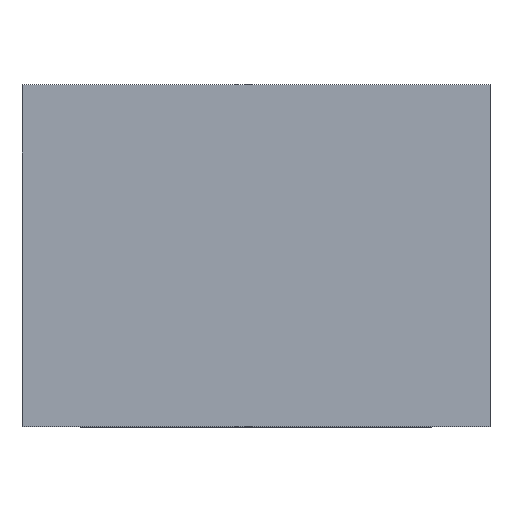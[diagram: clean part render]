
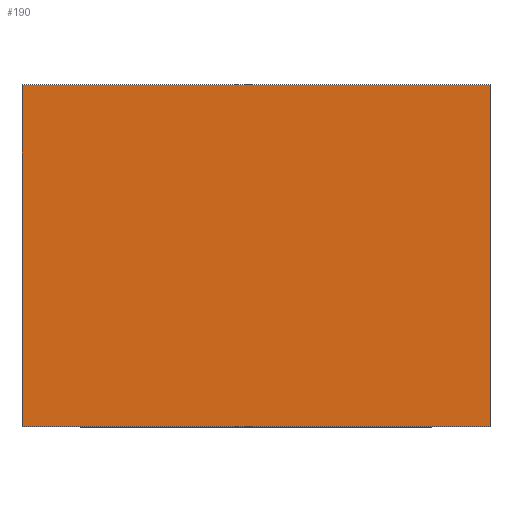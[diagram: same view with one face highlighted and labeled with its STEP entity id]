
A CAD part, top view. The second image highlights one B-rep face of the part: STEP entity #190.
In plain terms, the highlighted planar face has unit normal (0, 0, 1).
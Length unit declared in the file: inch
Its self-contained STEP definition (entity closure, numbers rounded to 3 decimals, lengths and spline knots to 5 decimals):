
#24=FACE_OUTER_BOUND('',#34,.T.);
#34=EDGE_LOOP('',(#167,#168,#169,#170));
#43=LINE('',#289,#67);
#49=LINE('',#300,#73);
#56=LINE('',#315,#80);
#58=LINE('',#318,#82);
#67=VECTOR('',#239,0.3937);
#73=VECTOR('',#247,0.3937);
#80=VECTOR('',#262,0.3937);
#82=VECTOR('',#266,0.3937);
#89=VERTEX_POINT('',#286);
#90=VERTEX_POINT('',#288);
#94=VERTEX_POINT('',#298);
#98=VERTEX_POINT('',#314);
#107=EDGE_CURVE('',#90,#89,#43,.T.);
#113=EDGE_CURVE('',#89,#94,#49,.T.);
#120=EDGE_CURVE('',#98,#90,#56,.T.);
#122=EDGE_CURVE('',#94,#98,#58,.T.);
#167=ORIENTED_EDGE('',*,*,#122,.T.);
#168=ORIENTED_EDGE('',*,*,#120,.T.);
#169=ORIENTED_EDGE('',*,*,#107,.T.);
#170=ORIENTED_EDGE('',*,*,#113,.T.);
#180=PLANE('',#222);
#190=ADVANCED_FACE('',(#24),#180,.T.);
#222=AXIS2_PLACEMENT_3D('',#319,#267,#268);
#239=DIRECTION('',(0.,-1.,0.));
#247=DIRECTION('',(1.,0.,0.));
#262=DIRECTION('',(-1.,0.,0.));
#266=DIRECTION('',(0.,1.,0.));
#267=DIRECTION('center_axis',(0.,0.,1.));
#268=DIRECTION('ref_axis',(1.,0.,0.));
#286=CARTESIAN_POINT('',(0.,0.,0.75));
#288=CARTESIAN_POINT('',(0.,0.73,0.75));
#289=CARTESIAN_POINT('',(0.,0.73,0.75));
#298=CARTESIAN_POINT('',(1.,0.,0.75));
#300=CARTESIAN_POINT('',(0.,0.,0.75));
#314=CARTESIAN_POINT('',(1.,0.73,0.75));
#315=CARTESIAN_POINT('',(1.,0.73,0.75));
#318=CARTESIAN_POINT('',(1.,0.,0.75));
#319=CARTESIAN_POINT('Origin',(0.5,0.365,0.75));
